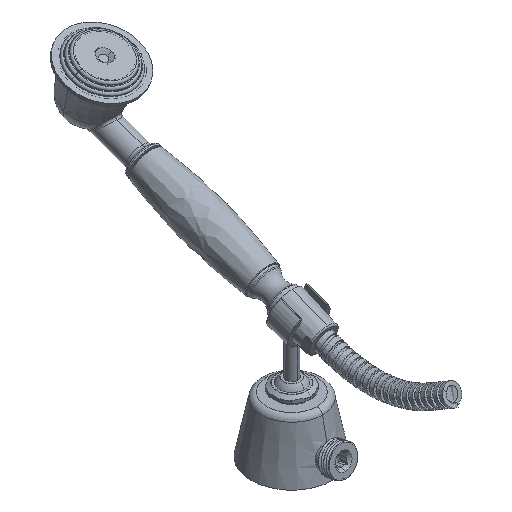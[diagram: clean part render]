
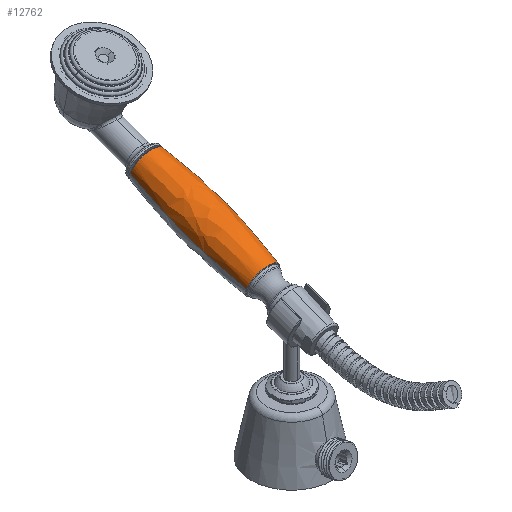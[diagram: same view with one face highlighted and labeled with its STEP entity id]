
A CAD part, isometric view. The second image highlights one B-rep face of the part: STEP entity #12762.
In plain terms, the highlighted free-form (B-spline) face has degree [3, 3] with [7, 4] control points.
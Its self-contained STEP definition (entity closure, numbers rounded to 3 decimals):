
#601=CARTESIAN_POINT('',(0.,104.042,129.342));
#602=DIRECTION('',(0.,0.94,0.342));
#603=DIRECTION('',(-1.,0.,0.));
#604=AXIS2_PLACEMENT_3D('',#601,#602,#603);
#626=CARTESIAN_POINT('',(-317.042,62.47,114.211));
#627=DIRECTION('',(0.,-0.342,0.94));
#628=DIRECTION('',(0.991,-0.125,-0.046));
#629=AXIS2_PLACEMENT_3D('',#626,#627,#628);
#631=CARTESIAN_POINT('',(317.042,62.47,114.211));
#632=DIRECTION('',(0.,0.342,-0.94));
#633=DIRECTION('',(-0.991,-0.125,-0.046));
#634=AXIS2_PLACEMENT_3D('',#631,#632,#633);
#636=CARTESIAN_POINT('',(0.,20.898,99.08));
#637=DIRECTION('',(0.,0.94,0.342));
#638=DIRECTION('',(-1.,0.,0.));
#639=AXIS2_PLACEMENT_3D('',#636,#637,#638);
#11308=CARTESIAN_POINT('',(-11.535,104.042,
129.342));
#11309=CARTESIAN_POINT('',(11.535,104.042,129.342));
#11310=VERTEX_POINT('',#11308);
#11311=VERTEX_POINT('',#11309);
#11312=CARTESIAN_POINT('',(-11.535,20.898,
99.08));
#11313=CARTESIAN_POINT('',(11.535,20.898,99.08));
#11314=VERTEX_POINT('',#11312);
#11315=VERTEX_POINT('',#11313);
#12726=CARTESIAN_POINT('',(11.271,105.937,129.277));
#12727=CARTESIAN_POINT('',(15.545,77.306,118.57));
#12728=CARTESIAN_POINT('',(15.545,48.303,108.014));
#12729=CARTESIAN_POINT('',(11.271,19.488,97.812));
#12730=CARTESIAN_POINT('',(11.708,103.565,135.795));
#12731=CARTESIAN_POINT('',(16.147,74.034,127.56));
#12732=CARTESIAN_POINT('',(16.147,45.031,117.003));
#12733=CARTESIAN_POINT('',(11.708,17.116,104.33));
#12734=CARTESIAN_POINT('',(6.95,101.832,140.556));
#12735=CARTESIAN_POINT('',(9.585,71.644,134.126));
#12736=CARTESIAN_POINT('',(9.585,42.641,123.569));
#12737=CARTESIAN_POINT('',(6.95,15.383,109.091));
#12738=CARTESIAN_POINT('',(0.,101.832,
140.556));
#12739=CARTESIAN_POINT('',(0.,71.644,
134.126));
#12740=CARTESIAN_POINT('',(0.,42.641,
123.569));
#12741=CARTESIAN_POINT('',(0.,15.383,
109.091));
#12742=CARTESIAN_POINT('',(-6.95,101.832,
140.556));
#12743=CARTESIAN_POINT('',(-9.585,71.644,
134.126));
#12744=CARTESIAN_POINT('',(-9.585,42.641,
123.569));
#12745=CARTESIAN_POINT('',(-6.95,15.383,
109.091));
#12746=CARTESIAN_POINT('',(-11.708,103.565,
135.795));
#12747=CARTESIAN_POINT('',(-16.147,74.034,
127.56));
#12748=CARTESIAN_POINT('',(-16.147,45.031,
117.003));
#12749=CARTESIAN_POINT('',(-11.708,17.116,
104.33));
#12750=CARTESIAN_POINT('',(-11.271,105.937,
129.277));
#12751=CARTESIAN_POINT('',(-15.545,77.306,
118.57));
#12752=CARTESIAN_POINT('',(-15.545,48.303,
108.014));
#12753=CARTESIAN_POINT('',(-11.271,19.488,
97.812));
#12754=(BOUNDED_SURFACE()B_SPLINE_SURFACE(3,3,((#12726,#12727,#12728,#12729),(
#12730,#12731,#12732,#12733),(#12734,#12735,#12736,#12737),(#12738,#12739,
#12740,#12741),(#12742,#12743,#12744,#12745),(#12746,#12747,#12748,#12749),(
#12750,#12751,#12752,#12753)),.UNSPECIFIED.,.F.,.F.,.F.)B_SPLINE_SURFACE_WITH_KNOTS((4,3,4),(4,4),(0.,1.,2.),(0.,1.),.UNSPECIFIED.)GEOMETRIC_REPRESENTATION_ITEM()RATIONAL_B_SPLINE_SURFACE(((1.193,1.185,
1.185,1.193),(0.942,0.936,
0.936,0.942),(0.942,0.936,
0.936,0.942),(1.193,1.185,
1.185,1.193),(0.942,0.936,
0.936,0.942),(0.942,0.936,
0.936,0.942),(1.193,1.185,
1.185,1.193)))REPRESENTATION_ITEM('')SURFACE());
#12755=ORIENTED_EDGE('',*,*,#12646,.T.);
#12756=ORIENTED_EDGE('',*,*,#12714,.F.);
#12758=ORIENTED_EDGE('',*,*,#12757,.F.);
#12759=ORIENTED_EDGE('',*,*,#12710,.T.);
#12760=EDGE_LOOP('',(#12755,#12756,#12758,#12759));
#12761=FACE_OUTER_BOUND('',#12760,.F.);
#12762=ADVANCED_FACE('',(#12761),#12754,.T.);
#605=CIRCLE('',#604,11.535);
#630=CIRCLE('',#629,331.542);
#635=CIRCLE('',#634,331.542);
#640=CIRCLE('',#639,11.535);
#12646=EDGE_CURVE('',#11310,#11311,#605,.T.);
#12710=EDGE_CURVE('',#11314,#11310,#635,.T.);
#12714=EDGE_CURVE('',#11315,#11311,#630,.T.);
#12757=EDGE_CURVE('',#11314,#11315,#640,.T.);
